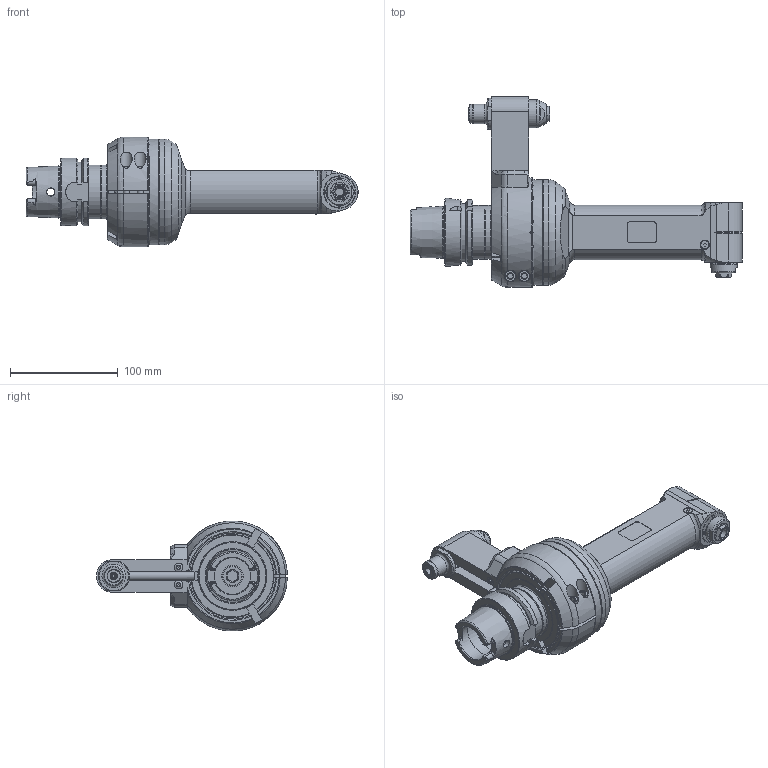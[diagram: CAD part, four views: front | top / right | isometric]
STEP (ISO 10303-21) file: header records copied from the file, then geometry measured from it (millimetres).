
FILE_DESCRIPTION(/* description */ (''),/* implementation_level */ '2;1');
FILE_NAME(/* name */ '9.F90.07L00-9H63.stp',/* time_stamp */ '2023-03-29T11:24:54-04:00',/* author */ ('jkrenzer'),/* organization */ (''),/* preprocessor_version */ 'ST-DEVELOPER v18.1',/* originating_system */ 'Autodesk Inventor 2022',/* authorisation */ '');
FILE_SCHEMA (('AUTOMOTIVE_DESIGN { 1 0 10303 214 3 1 1 }'));
Length unit declared in the file: millimetre
Products named in the file (1): 9.F90.07L00-9H63
Bounding box: 307.94 x 176.98 x 102 mm (x, y, z)
Volume: 1001245.8 mm3; surface area: 125847.7 mm2
Topology: 1 solids, 2 shells, 640 faces, 1628 edges, 1050 vertices
Faces by surface type: plane 280, cylinder 182, cone 124, torus 48, sphere 4, bspline 2
Full cylindrical faces by diameter (mm): 2.5 x3, 2.6 x10, 3 x2, 3.3 x2, 4.2 x4, 5 x1, 6 x3, 6.5 x3, 7 x2, 7.5 x3, 8 x2, 8.5 x1, 8.821 x1, 9 x2, 9.2 x1, 10 x5, 10.4 x2, 10.8 x1, 11 x2, 11.6 x1, 12 x3, 12.5 x2, 12.8 x1, 13 x1, 14 x1, 18 x3, 18.6 x1, 20 x1, 21.8 x1, 22.6 x1
Entity records: 22828 total; most frequent: CARTESIAN_POINT 7292, DIRECTION 3302, ORIENTED_EDGE 3244, EDGE_CURVE 1622, AXIS2_PLACEMENT_3D 1303, VERTEX_POINT 1050, EDGE_LOOP 726, LINE 696
